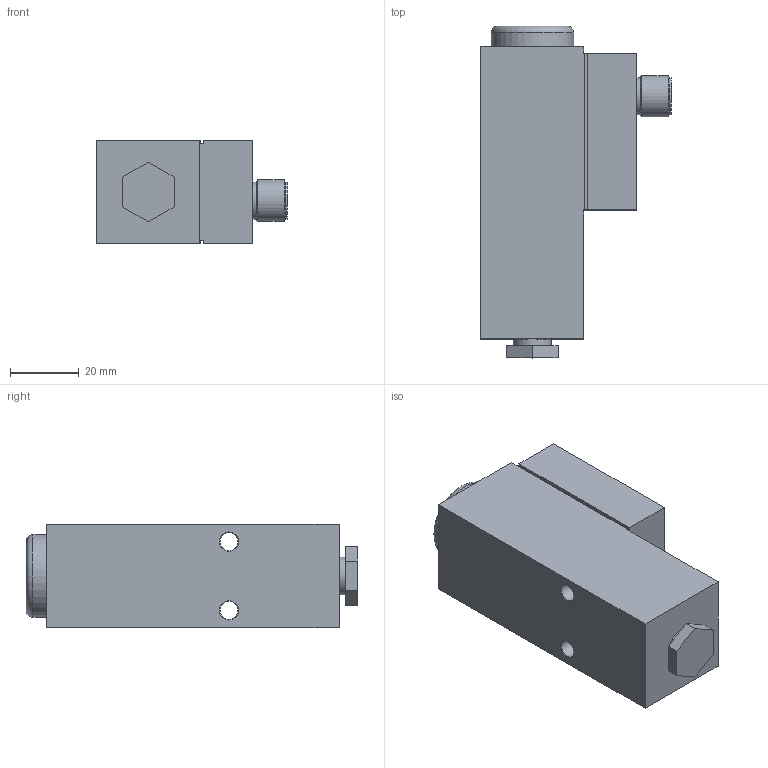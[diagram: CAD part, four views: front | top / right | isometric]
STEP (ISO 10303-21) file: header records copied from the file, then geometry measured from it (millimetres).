
FILE_DESCRIPTION(/* description */ ('STEP AP214'),/* implementation_level */ '2;1');
FILE_NAME(/* name */ '192489_VPEV-1_8-M12',/* time_stamp */ '2024-09-17T02:20:10+02:00',/* author */ ('License CC BY-ND 4.0'),/* organization */ ('CADENAS'),/* preprocessor_version */ 'ST-DEVELOPER v19.3',/* originating_system */ 'PARTsolutions',/* authorisation */ ' ');
FILE_SCHEMA (('AUTOMOTIVE_DESIGN {1 0 10303 214 3 1 1}'));
Length unit declared in the file: millimetre
Products named in the file (1): 192489 VPEV-1/8-M12
Bounding box: 55.4 x 96.5 x 30 mm (x, y, z)
Volume: 99597.3 mm3; surface area: 17307.3 mm2
Topology: 1 solids, 2 shells, 57 faces, 132 edges, 85 vertices
Faces by surface type: plane 36, cone 10, cylinder 10, torus 1
Full cylindrical faces by diameter (mm): 5 x1, 5.2 x2, 8.566 x2, 10.773 x2, 11 x1, 12 x1, 24 x1
Entity records: 1524 total; most frequent: CARTESIAN_POINT 262, DIRECTION 254, ORIENTED_EDGE 220, EDGE_CURVE 110, AXIS2_PLACEMENT_3D 90, EDGE_LOOP 86, FACE_BOUND 86, VERTEX_POINT 82
